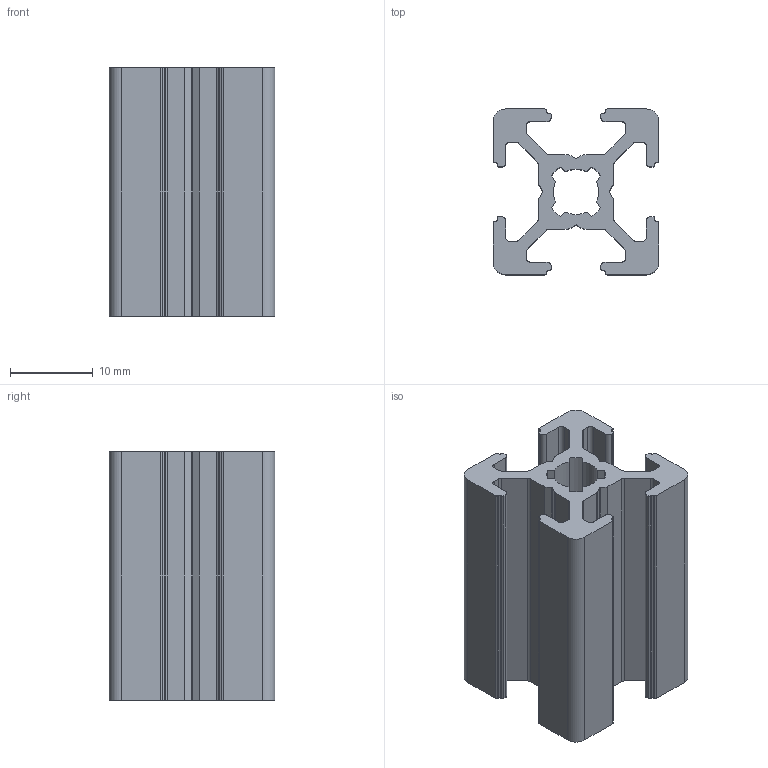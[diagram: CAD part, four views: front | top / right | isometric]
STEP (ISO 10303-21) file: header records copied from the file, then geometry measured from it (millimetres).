
FILE_DESCRIPTION (( 'STEP AP214' ), '1' );
FILE_NAME ('20x20.STEP', '2019-05-22T08:00:51', ( '' ), ( '' ), 'SwSTEP 2.0', 'SolidWorks 2018', '' );
FILE_SCHEMA (( 'AUTOMOTIVE_DESIGN' ));
Length unit declared in the file: millimetre
Products named in the file (1): 20x20
Bounding box: 20 x 20 x 30 mm (x, y, z)
Volume: 4898.6 mm3; surface area: 5606.5 mm2
Topology: 1 solids, 1 shells, 164 faces, 486 edges, 324 vertices
Faces by surface type: cylinder 82, plane 82
Entity records: 5572 total; most frequent: DIRECTION 980, CARTESIAN_POINT 975, ORIENTED_EDGE 972, EDGE_CURVE 486, AXIS2_PLACEMENT_3D 329, VERTEX_POINT 324, LINE 322, VECTOR 322
